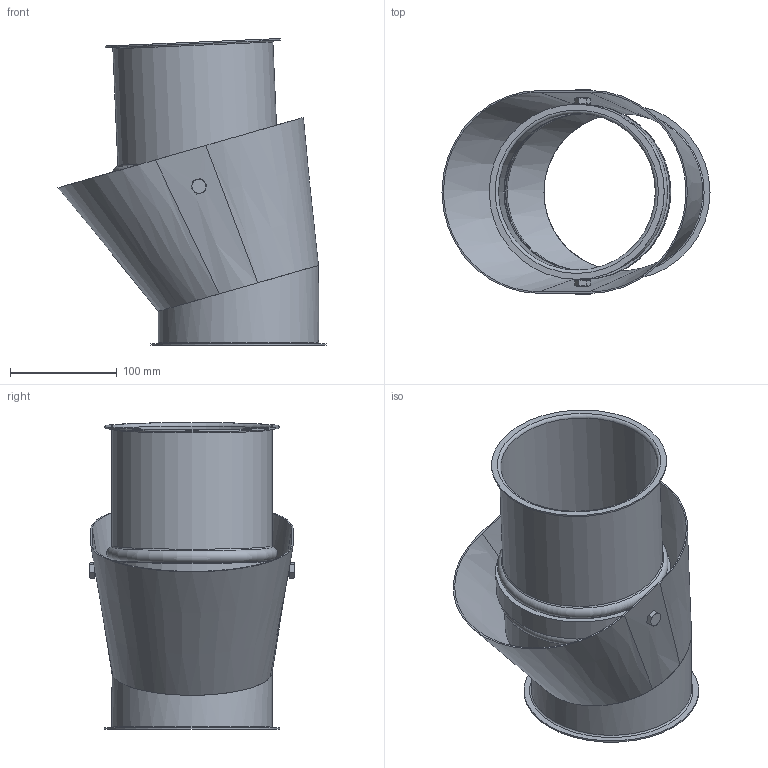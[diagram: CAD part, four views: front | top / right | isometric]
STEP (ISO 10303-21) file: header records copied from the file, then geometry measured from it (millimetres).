
FILE_DESCRIPTION((''),'2;1');
FILE_NAME('4010025015670-Schwenkkopf Ø150 x 1,5.stp','2014-02-12T14:24:57',('praktikant'),(''),'Autodesk Inventor 2013','Autodesk Inventor 2013','');
FILE_SCHEMA(('AUTOMOTIVE_DESIGN { 1 0 10303 214 1 1 1 1 }'));
Length unit declared in the file: millimetre
Products named in the file (8): Zusammenbau Schwenkkopf Ø150 x 1,5; Gehäuse Unterer Teil; Gehäuse Oberer Teil; Schwenkrohr; Reifen für Schwenkrohr; DIN 934 - ersetzt durch DIN EN 24032/28673/28674 M8; DIN 933 - ersetzt durch DIN EN 24017 M8  x 10
Assembly tree (9 placements, depth 3):
  Zusammenbau Schwenkkopf Ø150 x 1,5
    Gehäuse Unterer Teil
    Gehäuse Oberer Teil
    Schwenkrohr
    Reifen für Schwenkrohr
      Reifen für Schwenkrohr
      DIN 934 - ersetzt durch DIN EN 24032/28673/28674 M8  x2
    DIN 933 - ersetzt durch DIN EN 24017 M8  x 10  x2
Bounding box: 250.97 x 191.6 x 287.4 mm (x, y, z)
Volume: 363201.5 mm3; surface area: 446375.2 mm2
Topology: 8 solids, 8 shells, 118 faces, 252 edges, 154 vertices
Faces by surface type: plane 46, cylinder 24, cone 24, torus 16, bspline 8
Full cylindrical faces by diameter (mm): 6.647 x2, 7.323 x2, 8 x2, 9 x4, 11.4 x2, 147 x4, 150 x4, 154 x1, 164 x3
Entity records: 3070 total; most frequent: CARTESIAN_POINT 1285, DIRECTION 332, ORIENTED_EDGE 260, AXIS2_PLACEMENT_3D 154, EDGE_LOOP 148, EDGE_CURVE 130, VERTEX_POINT 104, FACE_OUTER_BOUND 84
